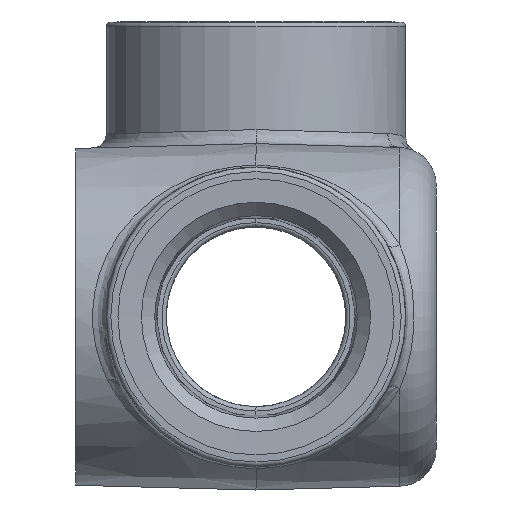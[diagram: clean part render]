
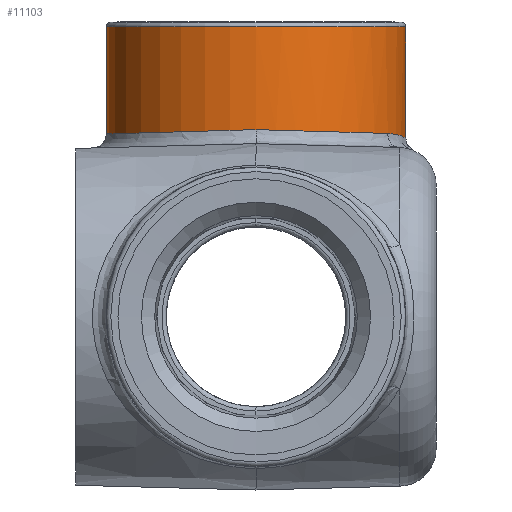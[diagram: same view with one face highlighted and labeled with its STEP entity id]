
A CAD part, left-side view. The second image highlights one B-rep face of the part: STEP entity #11103.
In plain terms, the highlighted cylindrical face has radius 50.8 mm (diameter 101.6 mm), a full revolution.
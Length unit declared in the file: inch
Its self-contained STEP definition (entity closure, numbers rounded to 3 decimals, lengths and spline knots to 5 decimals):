
#125=ELLIPSE('',#11911,2.00082,2.);
#126=ELLIPSE('',#11912,2.00082,2.);
#127=ELLIPSE('',#11913,2.00082,2.);
#223=CYLINDRICAL_SURFACE('',#11910,2.);
#828=B_SPLINE_CURVE_WITH_KNOTS('',3,(#26909,#26910,#26911,#26912,#26913,
#26914,#26915,#26916),.UNSPECIFIED.,.F.,.F.,(4,1,1,1,1,4),(0.,
1.5765,2.36475,3.153,3.94125,5.51775),
 .UNSPECIFIED.);
#1685=FACE_OUTER_BOUND('',#2357,.T.);
#2357=EDGE_LOOP('',(#9950,#9951,#9952,#9953,#9954,#9955,#9956,#9957,#9958));
#3242=LINE('',#26906,#4078);
#4078=VECTOR('',#14252,2.);
#4343=CIRCLE('',#11903,2.);
#4344=CIRCLE('',#11904,2.);
#4349=CIRCLE('',#11909,2.);
#5366=VERTEX_POINT('',#26887);
#5367=VERTEX_POINT('',#26888);
#5368=VERTEX_POINT('',#26890);
#5372=VERTEX_POINT('',#26901);
#5373=VERTEX_POINT('',#26902);
#5374=VERTEX_POINT('',#26904);
#5375=VERTEX_POINT('',#26907);
#6931=EDGE_CURVE('',#5366,#5367,#4343,.T.);
#6932=EDGE_CURVE('',#5367,#5368,#4344,.T.);
#6937=EDGE_CURVE('',#5368,#5366,#4349,.T.);
#6938=EDGE_CURVE('',#5372,#5373,#125,.T.);
#6939=EDGE_CURVE('',#5374,#5372,#126,.T.);
#6940=EDGE_CURVE('',#5374,#5367,#3242,.T.);
#6941=EDGE_CURVE('',#5375,#5374,#127,.T.);
#6942=EDGE_CURVE('',#5373,#5375,#828,.T.);
#9950=ORIENTED_EDGE('',*,*,#6938,.F.);
#9951=ORIENTED_EDGE('',*,*,#6939,.F.);
#9952=ORIENTED_EDGE('',*,*,#6940,.T.);
#9953=ORIENTED_EDGE('',*,*,#6931,.F.);
#9954=ORIENTED_EDGE('',*,*,#6937,.F.);
#9955=ORIENTED_EDGE('',*,*,#6932,.F.);
#9956=ORIENTED_EDGE('',*,*,#6940,.F.);
#9957=ORIENTED_EDGE('',*,*,#6941,.F.);
#9958=ORIENTED_EDGE('',*,*,#6942,.F.);
#11103=ADVANCED_FACE('',(#1685),#223,.T.);
#11903=AXIS2_PLACEMENT_3D('',#26889,#14232,#14233);
#11904=AXIS2_PLACEMENT_3D('',#26891,#14234,#14235);
#11909=AXIS2_PLACEMENT_3D('',#26899,#14244,#14245);
#11910=AXIS2_PLACEMENT_3D('',#26900,#14246,#14247);
#11911=AXIS2_PLACEMENT_3D('',#26903,#14248,#14249);
#11912=AXIS2_PLACEMENT_3D('',#26905,#14250,#14251);
#11913=AXIS2_PLACEMENT_3D('',#26908,#14253,#14254);
#14232=DIRECTION('center_axis',(0.,0.,1.));
#14233=DIRECTION('ref_axis',(0.,-1.,0.));
#14234=DIRECTION('center_axis',(0.,0.,1.));
#14235=DIRECTION('ref_axis',(0.,-1.,0.));
#14244=DIRECTION('center_axis',(0.,0.,1.));
#14245=DIRECTION('ref_axis',(0.,-1.,0.));
#14246=DIRECTION('center_axis',(0.,0.,-1.));
#14247=DIRECTION('ref_axis',(1.,0.,0.));
#14248=DIRECTION('center_axis',(0.,0.029,
-1.));
#14249=DIRECTION('ref_axis',(0.,-1.,-0.029));
#14250=DIRECTION('center_axis',(0.,-0.029,
-1.));
#14251=DIRECTION('ref_axis',(0.,1.,-0.029));
#14252=DIRECTION('',(0.,0.,1.));
#14253=DIRECTION('center_axis',(0.,0.029,
-1.));
#14254=DIRECTION('ref_axis',(0.,-1.,-0.029));
#26887=CARTESIAN_POINT('',(0.,2.,3.87253));
#26888=CARTESIAN_POINT('',(-2.,0.,3.87253));
#26889=CARTESIAN_POINT('Origin',(0.,0.,3.87253));
#26890=CARTESIAN_POINT('',(2.,0.,3.87253));
#26891=CARTESIAN_POINT('Origin',(0.,0.,3.87253));
#26899=CARTESIAN_POINT('Origin',(0.,0.,3.87253));
#26900=CARTESIAN_POINT('Origin',(0.,0.,3.9375));
#26901=CARTESIAN_POINT('',(2.,0.,2.50006));
#26902=CARTESIAN_POINT('',(0.95122,-1.75931,2.44968));
#26903=CARTESIAN_POINT('Origin',(0.,0.,2.50006));
#26904=CARTESIAN_POINT('',(-2.,0.,2.50006));
#26905=CARTESIAN_POINT('Origin',(0.,0.,2.50006));
#26906=CARTESIAN_POINT('',(-2.,0.,3.9375));
#26907=CARTESIAN_POINT('',(-0.95122,-1.75931,2.44968));
#26908=CARTESIAN_POINT('Origin',(0.,0.,2.50006));
#26909=CARTESIAN_POINT('Ctrl Pts',(0.95122,-1.75931,
2.44968));
#26910=CARTESIAN_POINT('Ctrl Pts',(0.78484,-1.84927,2.4471));
#26911=CARTESIAN_POINT('Ctrl Pts',(0.51714,-1.94812,
2.41437));
#26912=CARTESIAN_POINT('Ctrl Pts',(0.14231,-2.00167,
2.389));
#26913=CARTESIAN_POINT('Ctrl Pts',(-0.14239,-2.00166,
2.38905));
#26914=CARTESIAN_POINT('Ctrl Pts',(-0.51712,-1.94812,
2.41435));
#26915=CARTESIAN_POINT('Ctrl Pts',(-0.78484,-1.84927,
2.4471));
#26916=CARTESIAN_POINT('Ctrl Pts',(-0.95122,-1.75931,
2.44968));
